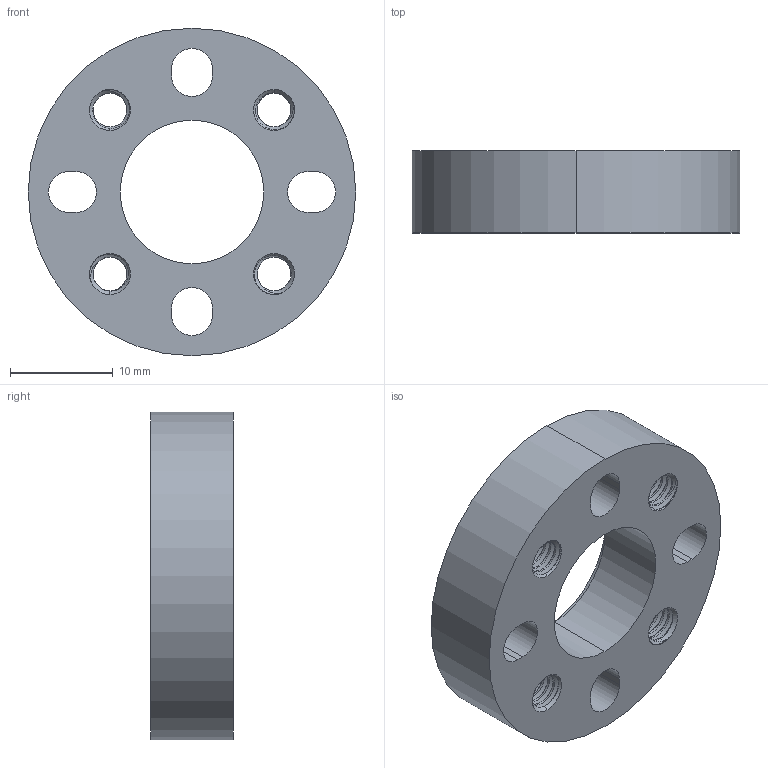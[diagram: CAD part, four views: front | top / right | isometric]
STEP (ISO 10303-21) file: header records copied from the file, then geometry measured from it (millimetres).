
FILE_DESCRIPTION (( 'STEP AP203' ), '1' );
FILE_NAME ('1504-0032-0080.STEP', '2018-06-19T14:55:46', ( '' ), ( '' ), 'SwSTEP 2.0', 'SolidWorks 2016', '' );
FILE_SCHEMA (( 'CONFIG_CONTROL_DESIGN' ));
Length unit declared in the file: millimetre
Products named in the file (1): 1504-0032-0080
Bounding box: 31.95 x 8 x 31.95 mm (x, y, z)
Volume: 4317 mm3; surface area: 3253.5 mm2
Topology: 1 solids, 1 shells, 245 faces, 706 edges, 464 vertices
Faces by surface type: cylinder 202, cone 24, plane 11, bspline 8
Entity records: 18737 total; most frequent: CARTESIAN_POINT 13322, ORIENTED_EDGE 1412, DIRECTION 858, EDGE_CURVE 706, VERTEX_POINT 464, AXIS2_PLACEMENT_3D 312, EDGE_LOOP 264, FACE_OUTER_BOUND 245
